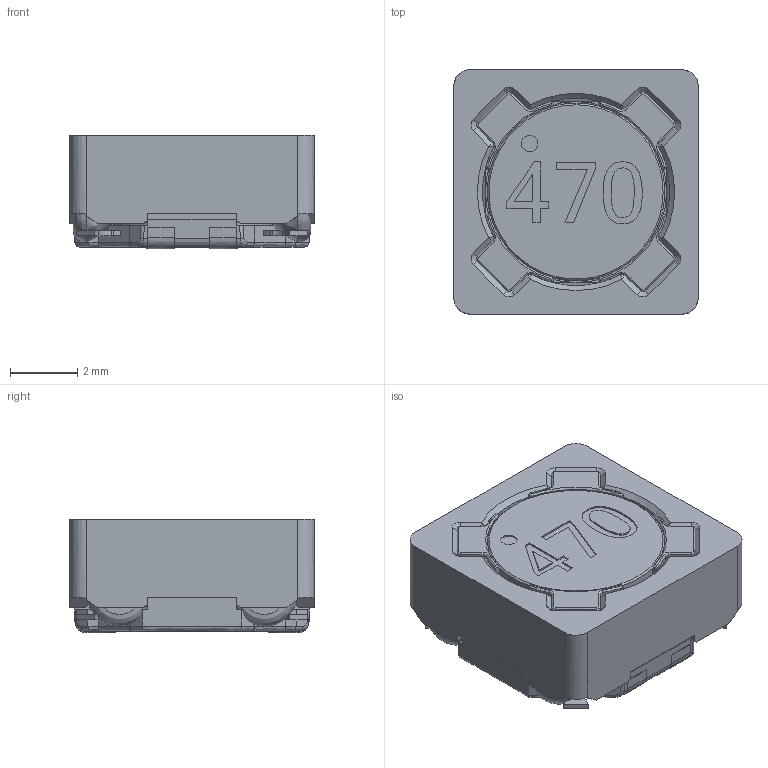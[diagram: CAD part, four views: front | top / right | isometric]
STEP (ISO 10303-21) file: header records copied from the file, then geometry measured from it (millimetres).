
FILE_DESCRIPTION( ('This file contains a STEP AP42 implementation' ,'as created by ZW3D STEP Interface translator.') ,'2;1' );
FILE_NAME( 'ABF0703_短PIN圖示.stp' ,'21 223.132844', (''), ('ZWCAD Software Co.'), 'Version 1.0', 'ZW3D to STEP translator', '' );
FILE_SCHEMA( ('CONFIG_CONTROL_DESIGN') );
Length unit declared in the file: millimetre
Products named in the file (5): 0; BF0703_asm; PIN; C001603; 200926base
Assembly tree (3 placements, depth 2):
  0
  BF0703_asm
    PIN
    C001603
    200926base
Bounding box: 7.3 x 7.3 x 3.4 mm (x, y, z)
Volume: 131.6 mm3; surface area: 492.9 mm2
Topology: 10 solids, 10 shells, 733 faces, 1949 edges, 1218 vertices
Faces by surface type: bspline 733
Entity records: 56906 total; most frequent: CARTESIAN_POINT 44817, ORIENTED_EDGE 3882, EDGE_CURVE 1941, B_SPLINE_CURVE_WITH_KNOTS 1457, VERTEX_POINT 1218, EDGE_LOOP 755, FACE_OUTER_BOUND 733, ADVANCED_FACE 733
